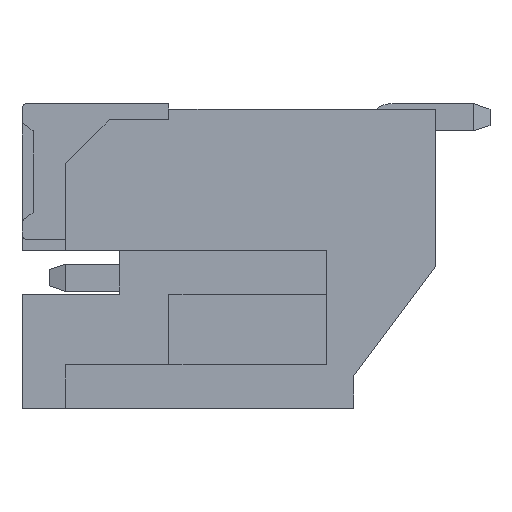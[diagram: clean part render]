
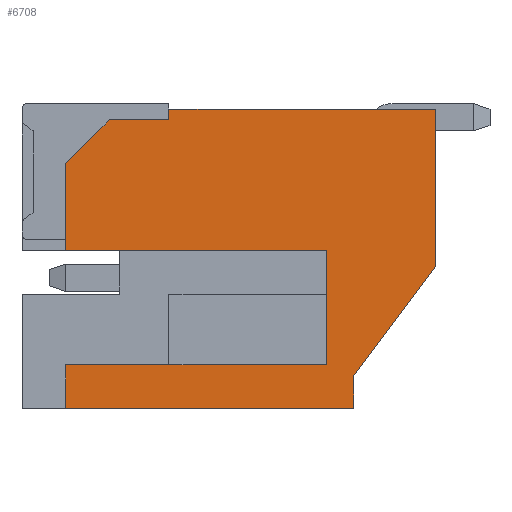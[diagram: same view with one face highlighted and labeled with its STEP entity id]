
A CAD part, left-side view. The second image highlights one B-rep face of the part: STEP entity #6708.
In plain terms, the highlighted planar face has unit normal (-1, 0, 0).
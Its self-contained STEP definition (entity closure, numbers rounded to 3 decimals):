
#254=DIRECTION('',(0.,0.,1.));
#255=VECTOR('',#254,1.6);
#256=CARTESIAN_POINT('',(-7.,2.25,2.9));
#257=LINE('',#256,#255);
#355=DIRECTION('',(0.,0.,1.));
#356=VECTOR('',#355,0.2);
#357=CARTESIAN_POINT('',(-7.,0.35,5.3));
#358=LINE('',#357,#356);
#499=DIRECTION('',(0.,0.,-1.));
#500=VECTOR('',#499,0.604);
#501=CARTESIAN_POINT('',(-7.,-3.05,0.604));
#502=LINE('',#501,#500);
#1611=DIRECTION('',(0.,1.,0.));
#1612=VECTOR('',#1611,4.9);
#1613=CARTESIAN_POINT('',(-7.,-4.55,5.5));
#1614=LINE('',#1613,#1612);
#1615=DIRECTION('',(0.,-0.599,0.801));
#1616=VECTOR('',#1615,2.505);
#1617=CARTESIAN_POINT('',(-7.,-3.05,0.604));
#1618=LINE('',#1617,#1616);
#1619=DIRECTION('',(0.,-1.,0.));
#1620=VECTOR('',#1619,5.3);
#1621=CARTESIAN_POINT('',(-7.,2.25,0.));
#1622=LINE('',#1621,#1620);
#1623=DIRECTION('',(0.,0.707,-0.707));
#1624=VECTOR('',#1623,1.131);
#1625=CARTESIAN_POINT('',(-7.,1.45,5.3));
#1626=LINE('',#1625,#1624);
#1627=DIRECTION('',(0.,0.,1.));
#1628=VECTOR('',#1627,2.89);
#1629=CARTESIAN_POINT('',(-7.,-4.55,2.61));
#1630=LINE('',#1629,#1628);
#2613=DIRECTION('',(0.,-1.,0.));
#2614=VECTOR('',#2613,4.8);
#2615=CARTESIAN_POINT('',(-7.,2.25,2.9));
#2616=LINE('',#2615,#2614);
#2633=DIRECTION('',(0.,0.,-1.));
#2634=VECTOR('',#2633,2.095);
#2635=CARTESIAN_POINT('',(-7.,-2.55,2.9));
#2636=LINE('',#2635,#2634);
#2649=DIRECTION('',(0.,1.,0.));
#2650=VECTOR('',#2649,2.9);
#2651=CARTESIAN_POINT('',(-7.,-2.55,0.805));
#2652=LINE('',#2651,#2650);
#2665=DIRECTION('',(0.,0.,-1.));
#2666=VECTOR('',#2665,0.005);
#2667=CARTESIAN_POINT('',(-7.,0.35,0.805));
#2668=LINE('',#2667,#2666);
#2697=DIRECTION('',(0.,1.,0.));
#2698=VECTOR('',#2697,1.9);
#2699=CARTESIAN_POINT('',(-7.,0.35,0.8));
#2700=LINE('',#2699,#2698);
#2709=DIRECTION('',(0.,0.,1.));
#2710=VECTOR('',#2709,0.8);
#2711=CARTESIAN_POINT('',(-7.,2.25,0.));
#2712=LINE('',#2711,#2710);
#2733=DIRECTION('',(0.,-1.,0.));
#2734=VECTOR('',#2733,1.1);
#2735=CARTESIAN_POINT('',(-7.,1.45,5.3));
#2736=LINE('',#2735,#2734);
#3627=CARTESIAN_POINT('',(-7.,-3.05,0.));
#3628=VERTEX_POINT('',#3627);
#3629=CARTESIAN_POINT('',(-7.,2.25,0.));
#3630=VERTEX_POINT('',#3629);
#3651=CARTESIAN_POINT('',(-7.,-4.55,5.5));
#3652=VERTEX_POINT('',#3651);
#3653=CARTESIAN_POINT('',(-7.,0.35,5.5));
#3654=VERTEX_POINT('',#3653);
#3671=CARTESIAN_POINT('',(-7.,0.35,5.3));
#3672=VERTEX_POINT('',#3671);
#3673=CARTESIAN_POINT('',(-7.,-4.55,2.61));
#3674=VERTEX_POINT('',#3673);
#3675=CARTESIAN_POINT('',(-7.,-3.05,0.604));
#3676=VERTEX_POINT('',#3675);
#3677=CARTESIAN_POINT('',(-7.,2.25,0.8));
#3678=VERTEX_POINT('',#3677);
#3679=CARTESIAN_POINT('',(-7.,0.35,0.8));
#3680=VERTEX_POINT('',#3679);
#3681=CARTESIAN_POINT('',(-7.,0.35,0.805));
#3682=VERTEX_POINT('',#3681);
#3683=CARTESIAN_POINT('',(-7.,-2.55,0.805));
#3684=VERTEX_POINT('',#3683);
#3685=CARTESIAN_POINT('',(-7.,-2.55,2.9));
#3686=VERTEX_POINT('',#3685);
#3687=CARTESIAN_POINT('',(-7.,2.25,2.9));
#3688=VERTEX_POINT('',#3687);
#3689=CARTESIAN_POINT('',(-7.,2.25,4.5));
#3690=VERTEX_POINT('',#3689);
#3691=CARTESIAN_POINT('',(-7.,1.45,5.3));
#3692=VERTEX_POINT('',#3691);
#6676=CARTESIAN_POINT('',(-7.,-1.15,2.75));
#6677=DIRECTION('',(1.,0.,0.));
#6678=DIRECTION('',(0.,-1.,0.));
#6679=AXIS2_PLACEMENT_3D('',#6676,#6677,#6678);
#6680=PLANE('',#6679);
#6681=ORIENTED_EDGE('',*,*,#4805,.T.);
#6682=ORIENTED_EDGE('',*,*,#4856,.F.);
#6684=ORIENTED_EDGE('',*,*,#6683,.F.);
#6685=ORIENTED_EDGE('',*,*,#6668,.F.);
#6686=ORIENTED_EDGE('',*,*,#5017,.T.);
#6688=ORIENTED_EDGE('',*,*,#6687,.F.);
#6690=ORIENTED_EDGE('',*,*,#6689,.T.);
#6692=ORIENTED_EDGE('',*,*,#6691,.F.);
#6694=ORIENTED_EDGE('',*,*,#6693,.F.);
#6696=ORIENTED_EDGE('',*,*,#6695,.F.);
#6698=ORIENTED_EDGE('',*,*,#6697,.F.);
#6700=ORIENTED_EDGE('',*,*,#6699,.F.);
#6701=ORIENTED_EDGE('',*,*,#4627,.T.);
#6703=ORIENTED_EDGE('',*,*,#6702,.F.);
#6705=ORIENTED_EDGE('',*,*,#6704,.T.);
#6706=EDGE_LOOP('',(#6681,#6682,#6684,#6685,#6686,#6688,#6690,#6692,#6694,#6696,
#6698,#6700,#6701,#6703,#6705));
#6707=FACE_OUTER_BOUND('',#6706,.F.);
#4627=EDGE_CURVE('',#3688,#3690,#257,.T.);
#4805=EDGE_CURVE('',#3672,#3654,#358,.T.);
#4856=EDGE_CURVE('',#3652,#3654,#1614,.T.);
#5017=EDGE_CURVE('',#3676,#3628,#502,.T.);
#6668=EDGE_CURVE('',#3676,#3674,#1618,.T.);
#6683=EDGE_CURVE('',#3674,#3652,#1630,.T.);
#6687=EDGE_CURVE('',#3630,#3628,#1622,.T.);
#6689=EDGE_CURVE('',#3630,#3678,#2712,.T.);
#6691=EDGE_CURVE('',#3680,#3678,#2700,.T.);
#6693=EDGE_CURVE('',#3682,#3680,#2668,.T.);
#6695=EDGE_CURVE('',#3684,#3682,#2652,.T.);
#6697=EDGE_CURVE('',#3686,#3684,#2636,.T.);
#6699=EDGE_CURVE('',#3688,#3686,#2616,.T.);
#6702=EDGE_CURVE('',#3692,#3690,#1626,.T.);
#6704=EDGE_CURVE('',#3692,#3672,#2736,.T.);
#6708=ADVANCED_FACE('',(#6707),#6680,.F.);
